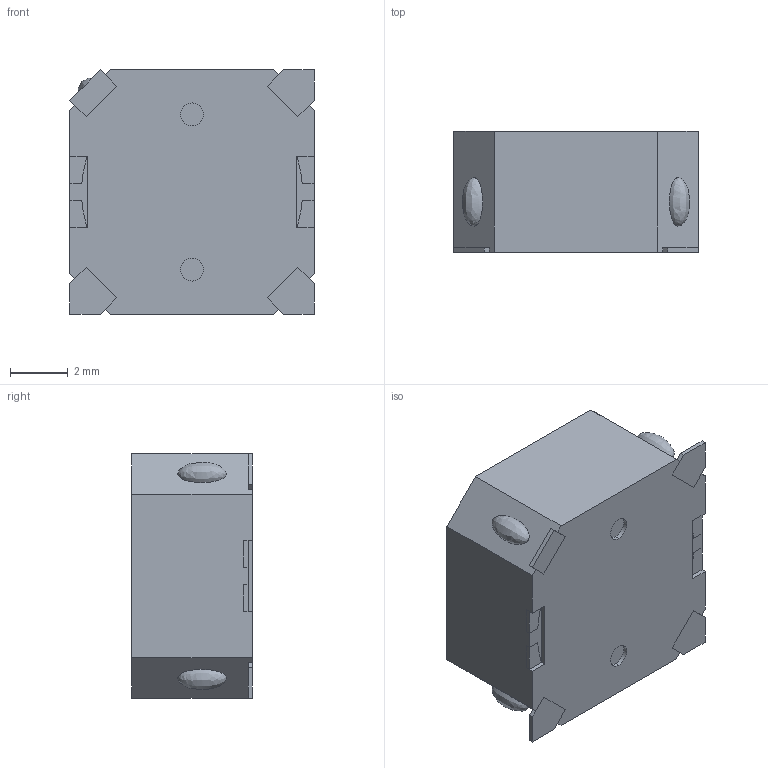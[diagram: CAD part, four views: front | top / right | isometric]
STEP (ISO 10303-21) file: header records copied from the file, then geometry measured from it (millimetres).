
FILE_DESCRIPTION (( 'STEP AP214' ), '1' );
FILE_NAME ('CMT-8540S-SMT-TR.STEP', '2021-11-01T19:26:13', ( '' ), ( '' ), 'SwSTEP 2.0', 'SolidWorks 2017', '' );
FILE_SCHEMA (( 'AUTOMOTIVE_DESIGN' ));
Length unit declared in the file: millimetre
Products named in the file (1): CMT-8540S-SMT-TR
Bounding box: 8.5 x 4.2 x 8.5 mm (x, y, z)
Volume: 284.3 mm3; surface area: 309.2 mm2
Topology: 14 solids, 14 shells, 141 faces, 339 edges, 222 vertices
Faces by surface type: plane 123, cylinder 14, bspline 4
Entity records: 4180 total; most frequent: CARTESIAN_POINT 779, ORIENTED_EDGE 662, DIRECTION 627, EDGE_CURVE 331, VECTOR 295, LINE 295, VERTEX_POINT 222, AXIS2_PLACEMENT_3D 166
